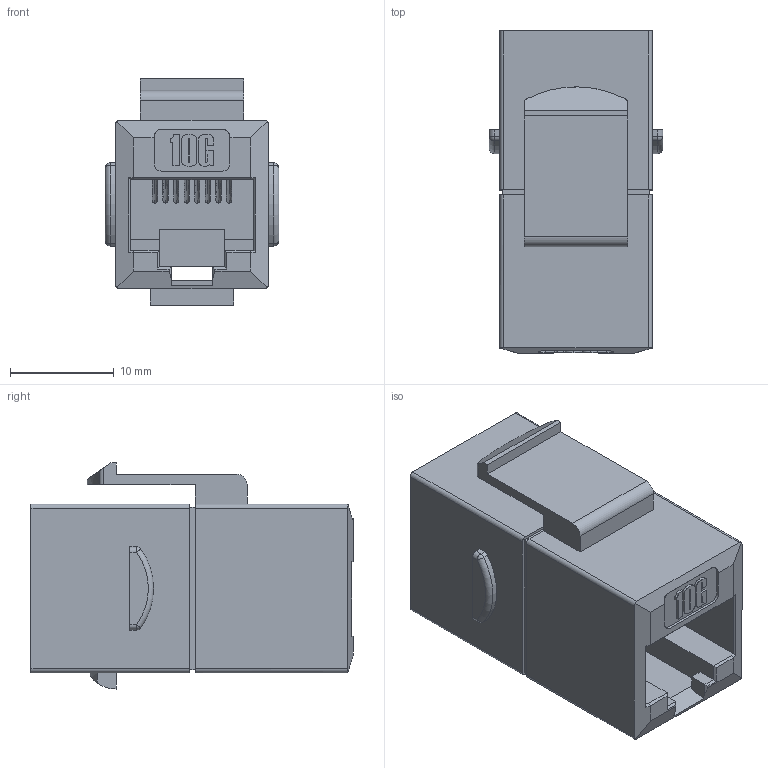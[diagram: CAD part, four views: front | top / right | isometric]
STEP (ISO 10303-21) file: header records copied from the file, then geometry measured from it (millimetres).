
FILE_DESCRIPTION (( 'STEP AP203' ), '1' );
FILE_NAME ('TDG1026KC6A.STEP', '2013-07-12T20:18:49', ( 'x' ), ( '' ), 'SwSTEP 2.0', 'SolidWorks 2012', '' );
FILE_SCHEMA (( 'CONFIG_CONTROL_DESIGN' ));
Length unit declared in the file: millimetre
Products named in the file (1): TDG1026KC6A
Bounding box: 16.73 x 31 x 21.77 mm (x, y, z)
Volume: 5494.1 mm3; surface area: 4014.2 mm2
Topology: 1 solids, 1 shells, 275 faces, 746 edges, 486 vertices
Faces by surface type: plane 171, bspline 66, cylinder 32, sphere 4, torus 2
Entity records: 10696 total; most frequent: CARTESIAN_POINT 4010, ORIENTED_EDGE 1492, DIRECTION 1144, EDGE_CURVE 746, VECTOR 540, LINE 540, VERTEX_POINT 486, EDGE_LOOP 322
